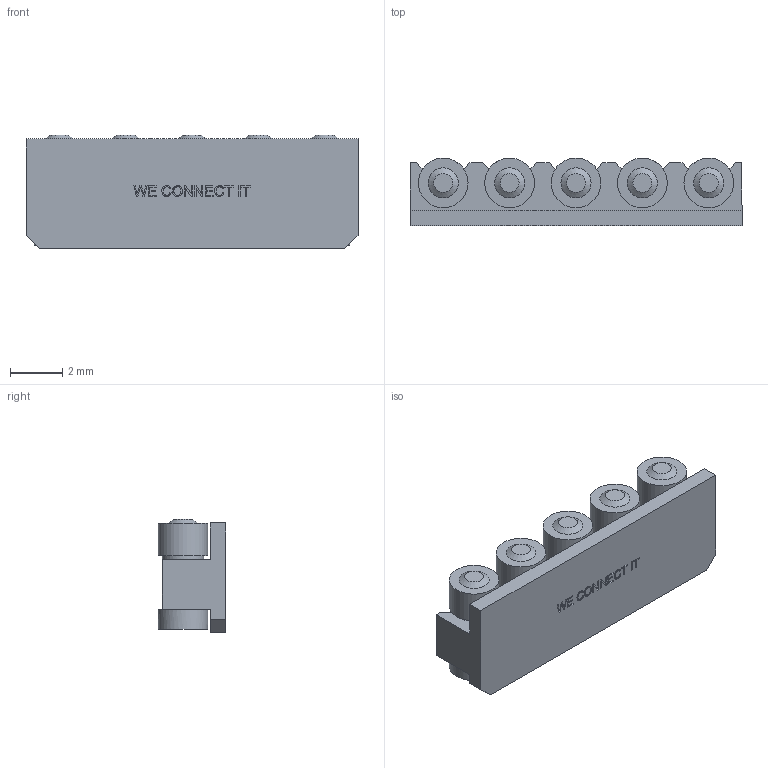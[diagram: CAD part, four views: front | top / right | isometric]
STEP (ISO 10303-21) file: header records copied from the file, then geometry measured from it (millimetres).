
FILE_DESCRIPTION(/* description */ (''),/* implementation_level */ '2;1');
FILE_NAME(/* name */ '5255-05-2-xx-xx-xx-xx.stp',/* time_stamp */ '2017-11-28T12:46:03+01:00',/* author */ ('andreas.larin'),/* organization */ (''),/* preprocessor_version */ 'ST-DEVELOPER v15.6',/* originating_system */ 'Autodesk Inventor 2015',/* authorisation */ '');
FILE_SCHEMA (('AUTOMOTIVE_DESIGN { 1 0 10303 214 3 1 1 }'));
Length unit declared in the file: centimetre
Products named in the file (1): 5255-05-2-xx-xx-xx-xx
Bounding box: 12.7 x 2.59 x 4.34 mm (x, y, z)
Volume: 96.5 mm3; surface area: 300.5 mm2
Topology: 1 solids, 1 shells, 220 faces, 558 edges, 367 vertices
Faces by surface type: plane 160, bspline 29, cylinder 21, cone 10
Full cylindrical faces by diameter (mm): 0.72 x5, 1.59 x5, 1.9 x10
Entity records: 6752 total; most frequent: CARTESIAN_POINT 1573, ORIENTED_EDGE 1036, DIRECTION 910, EDGE_CURVE 518, LINE 392, VECTOR 392, VERTEX_POINT 357, EDGE_LOOP 277
